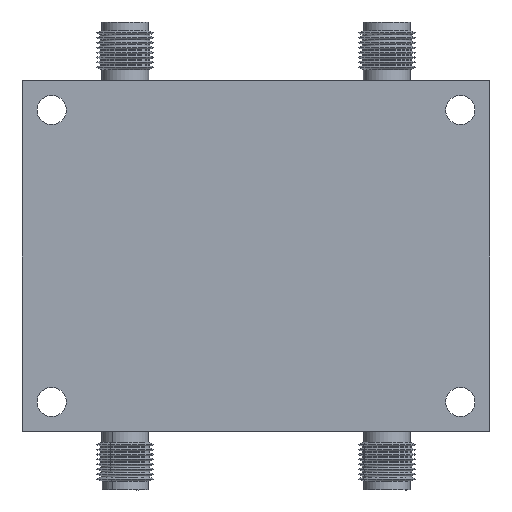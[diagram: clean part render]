
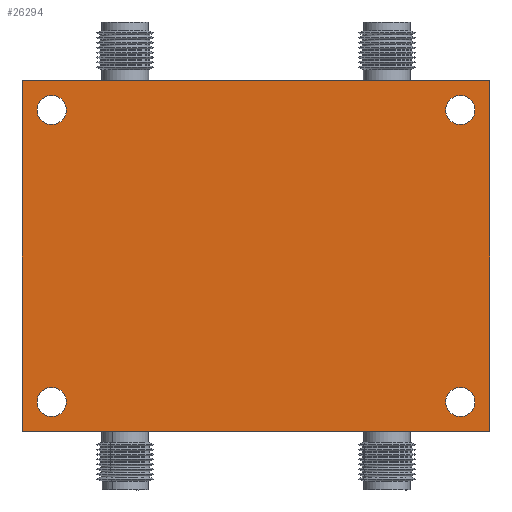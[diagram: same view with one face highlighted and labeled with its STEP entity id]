
A CAD part, front view. The second image highlights one B-rep face of the part: STEP entity #26294.
In plain terms, the highlighted planar face has unit normal (0, -1, 0).
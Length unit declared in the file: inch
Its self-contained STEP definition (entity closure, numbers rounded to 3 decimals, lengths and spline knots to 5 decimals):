
#102 = VERTEX_POINT ( 'NONE', #20549 ) ;
#724 = EDGE_LOOP ( 'NONE', ( #19754, #28147 ) ) ;
#929 = DIRECTION ( 'NONE',  ( -1., 0., 0. ) ) ;
#1181 = EDGE_CURVE ( 'NONE', #7548, #15896, #13169, .T. ) ;
#1199 = CARTESIAN_POINT ( 'NONE',  ( 1., 0., 0.75 ) ) ;
#1542 = CARTESIAN_POINT ( 'NONE',  ( 0., 0., 0. ) ) ;
#1755 = DIRECTION ( 'NONE',  ( 0., 0., -1. ) ) ;
#1828 = DIRECTION ( 'NONE',  ( 0., 1., 0. ) ) ;
#3025 = DIRECTION ( 'NONE',  ( 0., 0., -1. ) ) ;
#3075 = AXIS2_PLACEMENT_3D ( 'NONE', #1542, #34881, #7600 ) ;
#3653 = EDGE_LOOP ( 'NONE', ( #19467, #22696 ) ) ;
#3660 = VERTEX_POINT ( 'NONE', #22222 ) ;
#3972 = EDGE_CURVE ( 'NONE', #18025, #26186, #27067, .T. ) ;
#4095 = LINE ( 'NONE', #22377, #4719 ) ;
#4652 = EDGE_LOOP ( 'NONE', ( #12511, #15222 ) ) ;
#4657 = EDGE_CURVE ( 'NONE', #21879, #18412, #9749, .T. ) ;
#4713 = DIRECTION ( 'NONE',  ( 0., 0., -1. ) ) ;
#4719 = VECTOR ( 'NONE', #15994, 39.37008 ) ;
#5035 = CARTESIAN_POINT ( 'NONE',  ( 0.875, 0., 0.625 ) ) ;
#5305 = EDGE_LOOP ( 'NONE', ( #17654, #26573, #10793, #12948 ) ) ;
#6782 = VERTEX_POINT ( 'NONE', #31376 ) ;
#6809 = DIRECTION ( 'NONE',  ( 1., 0., 0. ) ) ;
#6811 = CIRCLE ( 'NONE', #27954, 0.0625 ) ;
#7137 = DIRECTION ( 'NONE',  ( 0., 1., 0. ) ) ;
#7548 = VERTEX_POINT ( 'NONE', #8738 ) ;
#7600 = DIRECTION ( 'NONE',  ( 0., 0., -1. ) ) ;
#7687 = DIRECTION ( 'NONE',  ( 0., 1., 0. ) ) ;
#7785 = PLANE ( 'NONE',  #3075 ) ;
#8496 = AXIS2_PLACEMENT_3D ( 'NONE', #10937, #13497, #1755 ) ;
#8527 = EDGE_CURVE ( 'NONE', #14031, #3660, #14514, .T. ) ;
#8696 = CARTESIAN_POINT ( 'NONE',  ( 0.875, 0., -0.625 ) ) ;
#8738 = CARTESIAN_POINT ( 'NONE',  ( 0.875, 0., -0.5625 ) ) ;
#9749 = LINE ( 'NONE', #18510, #31579 ) ;
#10034 = EDGE_CURVE ( 'NONE', #11885, #21879, #4095, .T. ) ;
#10042 = AXIS2_PLACEMENT_3D ( 'NONE', #8696, #15143, #3025 ) ;
#10190 = AXIS2_PLACEMENT_3D ( 'NONE', #28915, #17029, #34765 ) ;
#10269 = CARTESIAN_POINT ( 'NONE',  ( -1., 0., 0.75 ) ) ;
#10722 = FACE_BOUND ( 'NONE', #3653, .T. ) ;
#10793 = ORIENTED_EDGE ( 'NONE', *, *, #10034, .F. ) ;
#10937 = CARTESIAN_POINT ( 'NONE',  ( -0.875, 0., -0.625 ) ) ;
#11748 = EDGE_CURVE ( 'NONE', #15896, #7548, #6811, .T. ) ;
#11885 = VERTEX_POINT ( 'NONE', #23261 ) ;
#12511 = ORIENTED_EDGE ( 'NONE', *, *, #8527, .T. ) ;
#12948 = ORIENTED_EDGE ( 'NONE', *, *, #21519, .F. ) ;
#13085 = CARTESIAN_POINT ( 'NONE',  ( -0.875, 0., -0.6875 ) ) ;
#13169 = CIRCLE ( 'NONE', #10042, 0.0625 ) ;
#13497 = DIRECTION ( 'NONE',  ( 0., 1., 0. ) ) ;
#14031 = VERTEX_POINT ( 'NONE', #29323 ) ;
#14514 = CIRCLE ( 'NONE', #10190, 0.0625 ) ;
#15143 = DIRECTION ( 'NONE',  ( 0., 1., 0. ) ) ;
#15222 = ORIENTED_EDGE ( 'NONE', *, *, #16884, .T. ) ;
#15313 = CARTESIAN_POINT ( 'NONE',  ( 0.875, 0., -0.6875 ) ) ;
#15427 = CARTESIAN_POINT ( 'NONE',  ( 0.875, 0., 0.6875 ) ) ;
#15504 = EDGE_CURVE ( 'NONE', #102, #28030, #25288, .T. ) ;
#15581 = CARTESIAN_POINT ( 'NONE',  ( -0.875, 0., 0.625 ) ) ;
#15787 = LINE ( 'NONE', #15969, #32631 ) ;
#15896 = VERTEX_POINT ( 'NONE', #15313 ) ;
#15961 = DIRECTION ( 'NONE',  ( 0., 0., -1. ) ) ;
#15969 = CARTESIAN_POINT ( 'NONE',  ( -1., 0., -0.75 ) ) ;
#15994 = DIRECTION ( 'NONE',  ( 0., 0., 1. ) ) ;
#16673 = CARTESIAN_POINT ( 'NONE',  ( 0.875, 0., -0.625 ) ) ;
#16884 = EDGE_CURVE ( 'NONE', #3660, #14031, #32274, .T. ) ;
#17029 = DIRECTION ( 'NONE',  ( 0., 1., 0. ) ) ;
#17138 = AXIS2_PLACEMENT_3D ( 'NONE', #5035, #22174, #28236 ) ;
#17237 = EDGE_CURVE ( 'NONE', #26186, #18025, #19227, .T. ) ;
#17654 = ORIENTED_EDGE ( 'NONE', *, *, #28729, .F. ) ;
#18025 = VERTEX_POINT ( 'NONE', #21923 ) ;
#18412 = VERTEX_POINT ( 'NONE', #36145 ) ;
#18510 = CARTESIAN_POINT ( 'NONE',  ( -1., 0., 0.75 ) ) ;
#19227 = CIRCLE ( 'NONE', #22934, 0.0625 ) ;
#19467 = ORIENTED_EDGE ( 'NONE', *, *, #1181, .T. ) ;
#19605 = EDGE_CURVE ( 'NONE', #28030, #102, #29322, .T. ) ;
#19754 = ORIENTED_EDGE ( 'NONE', *, *, #15504, .T. ) ;
#19849 = FACE_BOUND ( 'NONE', #724, .T. ) ;
#20549 = CARTESIAN_POINT ( 'NONE',  ( -0.875, 0., -0.5625 ) ) ;
#20583 = AXIS2_PLACEMENT_3D ( 'NONE', #33847, #1828, #34225 ) ;
#21134 = CARTESIAN_POINT ( 'NONE',  ( 0.875, 0., 0.625 ) ) ;
#21519 = EDGE_CURVE ( 'NONE', #6782, #11885, #15787, .T. ) ;
#21649 = LINE ( 'NONE', #1199, #27596 ) ;
#21879 = VERTEX_POINT ( 'NONE', #10269 ) ;
#21923 = CARTESIAN_POINT ( 'NONE',  ( 0.875, 0., 0.5625 ) ) ;
#22174 = DIRECTION ( 'NONE',  ( 0., 1., 0. ) ) ;
#22222 = CARTESIAN_POINT ( 'NONE',  ( -0.875, 0., 0.5625 ) ) ;
#22377 = CARTESIAN_POINT ( 'NONE',  ( -1., 0., 0.75 ) ) ;
#22696 = ORIENTED_EDGE ( 'NONE', *, *, #11748, .T. ) ;
#22934 = AXIS2_PLACEMENT_3D ( 'NONE', #21134, #7137, #27380 ) ;
#23261 = CARTESIAN_POINT ( 'NONE',  ( -1., 0., -0.75 ) ) ;
#24842 = ORIENTED_EDGE ( 'NONE', *, *, #3972, .T. ) ;
#25288 = CIRCLE ( 'NONE', #8496, 0.0625 ) ;
#26070 = FACE_OUTER_BOUND ( 'NONE', #5305, .T. ) ;
#26186 = VERTEX_POINT ( 'NONE', #15427 ) ;
#26294 = ADVANCED_FACE ( 'NONE', ( #31379, #31194, #10722, #19849, #26070 ), #7785, .T. ) ;
#26573 = ORIENTED_EDGE ( 'NONE', *, *, #4657, .F. ) ;
#27067 = CIRCLE ( 'NONE', #17138, 0.0625 ) ;
#27380 = DIRECTION ( 'NONE',  ( 0., 0., -1. ) ) ;
#27424 = DIRECTION ( 'NONE',  ( 0., 1., 0. ) ) ;
#27494 = EDGE_LOOP ( 'NONE', ( #34561, #24842 ) ) ;
#27596 = VECTOR ( 'NONE', #4713, 39.37008 ) ;
#27954 = AXIS2_PLACEMENT_3D ( 'NONE', #16673, #7687, #34403 ) ;
#28030 = VERTEX_POINT ( 'NONE', #13085 ) ;
#28147 = ORIENTED_EDGE ( 'NONE', *, *, #19605, .T. ) ;
#28236 = DIRECTION ( 'NONE',  ( 0., 0., -1. ) ) ;
#28729 = EDGE_CURVE ( 'NONE', #18412, #6782, #21649, .T. ) ;
#28915 = CARTESIAN_POINT ( 'NONE',  ( -0.875, 0., 0.625 ) ) ;
#29322 = CIRCLE ( 'NONE', #20583, 0.0625 ) ;
#29323 = CARTESIAN_POINT ( 'NONE',  ( -0.875, 0., 0.6875 ) ) ;
#31194 = FACE_BOUND ( 'NONE', #27494, .T. ) ;
#31376 = CARTESIAN_POINT ( 'NONE',  ( 1., 0., -0.75 ) ) ;
#31379 = FACE_BOUND ( 'NONE', #4652, .T. ) ;
#31579 = VECTOR ( 'NONE', #6809, 39.37008 ) ;
#32274 = CIRCLE ( 'NONE', #35406, 0.0625 ) ;
#32631 = VECTOR ( 'NONE', #929, 39.37008 ) ;
#33847 = CARTESIAN_POINT ( 'NONE',  ( -0.875, 0., -0.625 ) ) ;
#34225 = DIRECTION ( 'NONE',  ( 0., 0., -1. ) ) ;
#34403 = DIRECTION ( 'NONE',  ( 0., 0., -1. ) ) ;
#34561 = ORIENTED_EDGE ( 'NONE', *, *, #17237, .T. ) ;
#34765 = DIRECTION ( 'NONE',  ( 0., 0., -1. ) ) ;
#34881 = DIRECTION ( 'NONE',  ( 0., -1., 0. ) ) ;
#35406 = AXIS2_PLACEMENT_3D ( 'NONE', #15581, #27424, #15961 ) ;
#36145 = CARTESIAN_POINT ( 'NONE',  ( 1., 0., 0.75 ) ) ;
